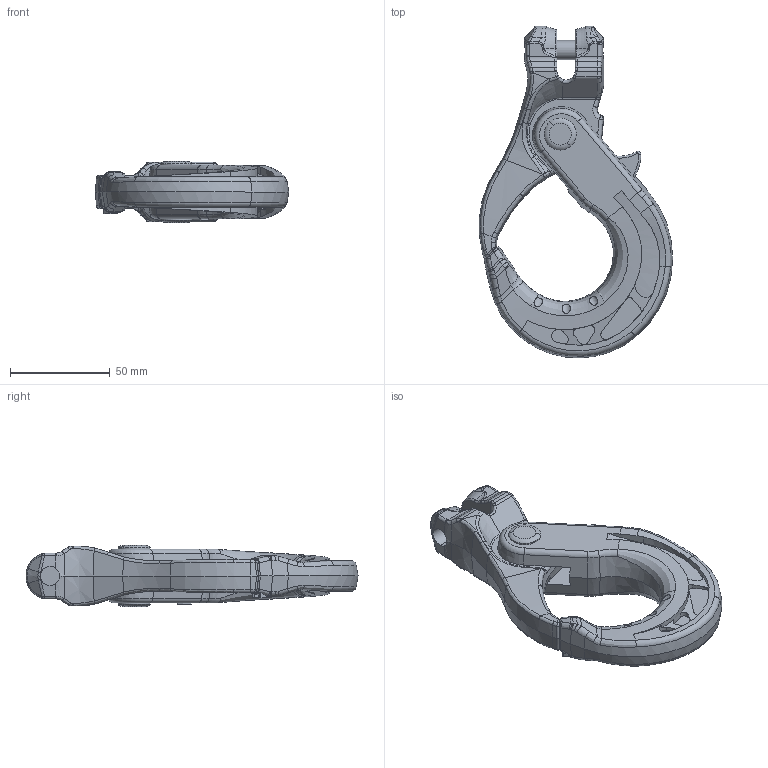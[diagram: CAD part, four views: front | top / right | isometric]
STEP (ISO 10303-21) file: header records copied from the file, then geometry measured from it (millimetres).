
FILE_DESCRIPTION((''),'2;1');
FILE_NAME('001-M33917-P-2_ASM','2011-05-12T',('BuxM'),(''),'PRO/ENGINEER BY PARAMETRIC TECHNOLOGY CORPORATION, 2010140','PRO/ENGINEER BY PARAMETRIC TECHNOLOGY CORPORATION, 2010140','');
FILE_SCHEMA(('CONFIG_CONTROL_DESIGN'));
Length unit declared in the file: millimetre
Products named in the file (3): 001-M33917-P-2; 001-M33880-P-1; 001-M33917-P-2_ASM
Assembly tree (2 placements, depth 2):
  001-M33917-P-2_ASM
    001-M33917-P-2
    001-M33880-P-1
Bounding box: 96.81 x 166.22 x 30.6 mm (x, y, z)
Volume: 141933.2 mm3; surface area: 36152.1 mm2
Topology: 2 solids, 2 shells, 848 faces, 2170 edges, 1349 vertices
Faces by surface type: plane 374, bspline 192, cylinder 178, torus 60, cone 34, sphere 10
Entity records: 34944 total; most frequent: CARTESIAN_POINT 16695, ORIENTED_EDGE 4340, DIRECTION 3011, EDGE_CURVE 2170, VERTEX_POINT 1349, AXIS2_PLACEMENT_3D 1149, B_SPLINE_CURVE_WITH_KNOTS 969, EDGE_LOOP 873
